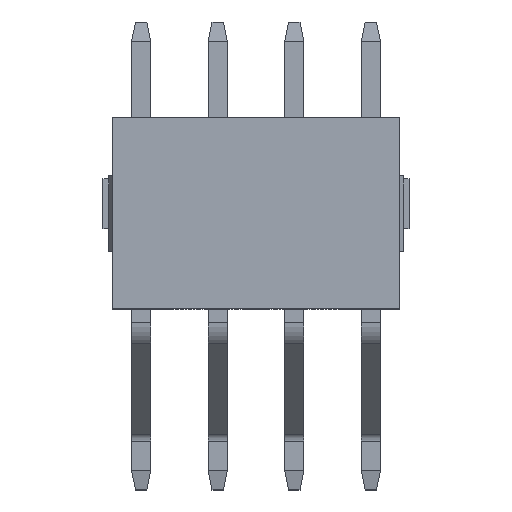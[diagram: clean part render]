
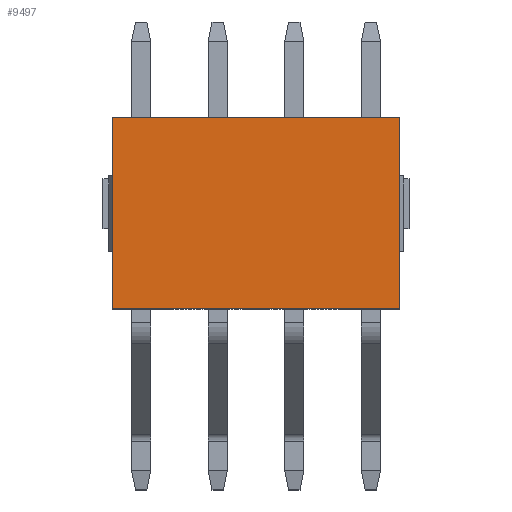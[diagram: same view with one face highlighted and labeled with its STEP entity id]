
A CAD part, top view. The second image highlights one B-rep face of the part: STEP entity #9497.
In plain terms, the highlighted planar face has unit normal (0, 0, 1).
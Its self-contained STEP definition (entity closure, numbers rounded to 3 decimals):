
#1336=ORIENTED_EDGE('',*,*,#2812,.T.);
#1337=ORIENTED_EDGE('',*,*,#2838,.F.);
#1338=ORIENTED_EDGE('',*,*,#2818,.F.);
#1339=ORIENTED_EDGE('',*,*,#2839,.T.);
#2812=EDGE_CURVE('',#3587,#3586,#4331,.T.);
#2818=EDGE_CURVE('',#3590,#3591,#4335,.T.);
#2838=EDGE_CURVE('',#3591,#3586,#4346,.T.);
#2839=EDGE_CURVE('',#3590,#3587,#4347,.T.);
#3586=VERTEX_POINT('',#13162);
#3587=VERTEX_POINT('',#13164);
#3590=VERTEX_POINT('',#13173);
#3591=VERTEX_POINT('',#13175);
#4331=LINE('',#13163,#5191);
#4335=LINE('',#13174,#5195);
#4346=LINE('',#13204,#5206);
#4347=LINE('',#13206,#5207);
#5191=VECTOR('',#11166,1000.);
#5195=VECTOR('',#11176,1000.);
#5206=VECTOR('',#11207,1000.);
#5207=VECTOR('',#11210,1000.);
#5726=EDGE_LOOP('',(#1336,#1337,#1338,#1339));
#6130=FACE_BOUND('',#5726,.T.);
#6502=PLANE('',#9936);
#9497=ADVANCED_FACE('',(#6130),#6502,.F.);
#9936=AXIS2_PLACEMENT_3D('',#13205,#11208,#11209);
#11166=DIRECTION('',(-1.,0.,0.));
#11176=DIRECTION('',(-1.,0.,0.));
#11207=DIRECTION('',(0.,1.,0.));
#11208=DIRECTION('',(0.,0.,-1.));
#11209=DIRECTION('',(-1.,0.,0.));
#11210=DIRECTION('',(0.,1.,0.));
#13162=CARTESIAN_POINT('',(-3.75,2.5,3.5));
#13163=CARTESIAN_POINT('',(3.75,2.5,3.5));
#13164=CARTESIAN_POINT('',(3.75,2.5,3.5));
#13173=CARTESIAN_POINT('',(3.75,-2.5,3.5));
#13174=CARTESIAN_POINT('',(3.75,-2.5,3.5));
#13175=CARTESIAN_POINT('',(-3.75,-2.5,3.5));
#13204=CARTESIAN_POINT('',(-3.75,-2.5,3.5));
#13205=CARTESIAN_POINT('',(3.75,-2.5,3.5));
#13206=CARTESIAN_POINT('',(3.75,-2.5,3.5));
